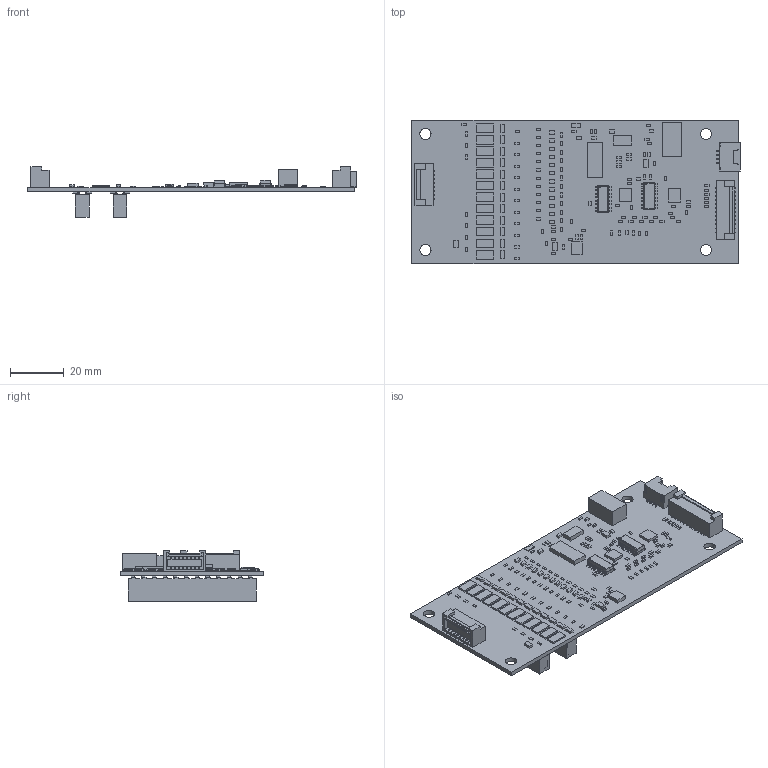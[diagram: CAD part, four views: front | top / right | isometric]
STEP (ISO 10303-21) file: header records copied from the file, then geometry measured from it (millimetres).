
FILE_DESCRIPTION(('Open CASCADE Model'),'2;1');
FILE_NAME('Open CASCADE Shape Model','2017-09-14T14:52:52',('Author'),( 'Open CASCADE'),'Open CASCADE STEP processor 6.8','Open CASCADE 6.8' ,'Unknown');
FILE_SCHEMA(('AUTOMOTIVE_DESIGN { 1 0 10303 214 1 1 1 1 }'));
Length unit declared in the file: millimetre
Products named in the file (212): PCB; Board; U4; 1017220096; Extruded; C53; 1017205816; C20; 1017205272; C17; C18; C32; C34; C52; C14; C16; C13; C15; C19; R18; 1017206768; C11; 1017219824; U9; 1017206360; R85; R77; R76; R70; R69; R68; R67; R66; R65; R7; R5; R2; R1; C49; C47 ...
Assembly tree (384 placements, depth 5):
  PCB
    Board
    U4
      1017220096
        Extruded
    C53
      1017205816
        Extruded
    C20
      1017205272
        Extruded
    C17
      1017205272
        Extruded
    C18
      1017205272
        Extruded
    C32
      1017205272
        Extruded
    C34
      1017205272
        Extruded
    C52
      1017205272
        Extruded
    C14
      1017205272
        Extruded
    C16
      1017205272
        Extruded
    C13
      1017205272
        Extruded
    C15
      1017205272
        Extruded
    C19
      1017205272
        Extruded
    R18
      1017206768
        Extruded
    C11
      1017219824
        Extruded
    U9
      1017206360
        Extruded
    R85
      1017206768
        Extruded
    R77
      1017205272
        Extruded
    R76
      1017205272
        Extruded
    R70
Bounding box: 121.62 x 53 x 18.62 mm (x, y, z)
Volume: 18047.3 mm3; surface area: 26599.7 mm2
Topology: 199 solids, 201 shells, 3590 faces, 8704 edges, 5578 vertices
Faces by surface type: plane 3214, cylinder 340, sphere 20, bspline 16
Full cylindrical faces by diameter (mm): 0.5 x2, 4.2 x4
Entity records: 64396 total; most frequent: CARTESIAN_POINT 10525, ORIENTED_EDGE 8534, DIRECTION 8324, EDGE_CURVE 4268, LINE 3970, VECTOR 3970, VERTEX_POINT 2794, AXIS2_PLACEMENT_3D 2177
